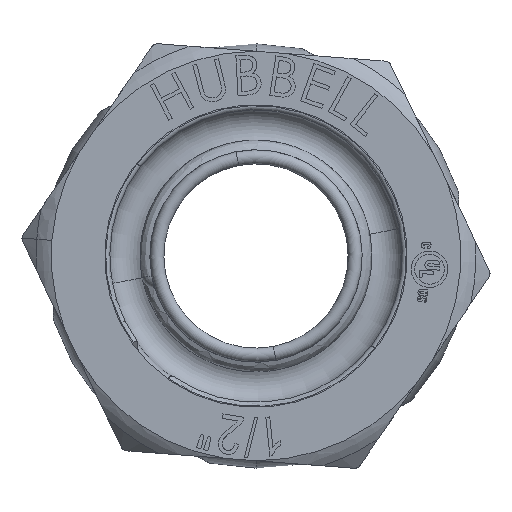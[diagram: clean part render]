
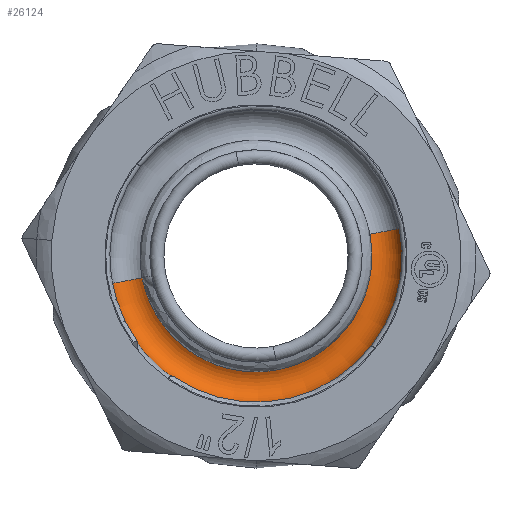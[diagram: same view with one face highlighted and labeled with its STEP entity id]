
A CAD part, left-side view. The second image highlights one B-rep face of the part: STEP entity #26124.
In plain terms, the highlighted toroidal (fillet/blend) face has major radius 9.25 mm and minor radius 1.503 mm.
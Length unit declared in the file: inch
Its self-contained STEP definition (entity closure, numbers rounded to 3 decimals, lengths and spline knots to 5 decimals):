
#975 = CARTESIAN_POINT ( 'NONE',  ( -1.02931, -0.13767, 1.04469 ) ) ;
#1776 = VERTEX_POINT ( 'NONE', #32172 ) ;
#2030 = CIRCLE ( 'NONE', #7099, 0.05916 ) ;
#4739 = EDGE_CURVE ( 'NONE', #17625, #1776, #13596, .T. ) ;
#5302 = CARTESIAN_POINT ( 'NONE',  ( -1.02931, -0.49534, 1.1131 ) ) ;
#5502 = ORIENTED_EDGE ( 'NONE', *, *, #17065, .F. ) ;
#7099 = AXIS2_PLACEMENT_3D ( 'NONE', #11867, #28317, #39008 ) ;
#8984 = EDGE_CURVE ( 'NONE', #17625, #14521, #38842, .T. ) ;
#10485 = CARTESIAN_POINT ( 'NONE',  ( -1.02931, -0.13767, 1.04469 ) ) ;
#10930 = AXIS2_PLACEMENT_3D ( 'NONE', #975, #41213, #30974 ) ;
#11867 = CARTESIAN_POINT ( 'NONE',  ( -1.02931, 0.22001, 0.97629 ) ) ;
#12342 = CARTESIAN_POINT ( 'NONE',  ( -1.02931, -0.55344, 1.12421 ) ) ;
#13596 = CIRCLE ( 'NONE', #36031, 0.05916 ) ;
#14521 = VERTEX_POINT ( 'NONE', #22231 ) ;
#15150 = DIRECTION ( 'NONE',  ( 0., -0.982, 0.188 ) ) ;
#17014 = DIRECTION ( 'NONE',  ( 1., 0., 0. ) ) ;
#17065 = EDGE_CURVE ( 'NONE', #14521, #41359, #2030, .T. ) ;
#17278 = EDGE_LOOP ( 'NONE', ( #20099, #25130, #25520, #5502 ) ) ;
#17625 = VERTEX_POINT ( 'NONE', #12342 ) ;
#19676 = DIRECTION ( 'NONE',  ( 0., 0.982, -0.188 ) ) ;
#19718 = AXIS2_PLACEMENT_3D ( 'NONE', #40324, #40031, #19676 ) ;
#20099 = ORIENTED_EDGE ( 'NONE', *, *, #8984, .F. ) ;
#20284 = EDGE_CURVE ( 'NONE', #41359, #1776, #41007, .T. ) ;
#20299 = TOROIDAL_SURFACE ( 'NONE', #10930, 0.36416, 0.05916 ) ;
#22231 = CARTESIAN_POINT ( 'NONE',  ( -1.02931, 0.27811, 0.96517 ) ) ;
#25130 = ORIENTED_EDGE ( 'NONE', *, *, #4739, .T. ) ;
#25520 = ORIENTED_EDGE ( 'NONE', *, *, #20284, .F. ) ;
#26115 = FACE_OUTER_BOUND ( 'NONE', #17278, .T. ) ;
#26124 = ADVANCED_FACE ( 'NONE', ( #26115 ), #20299, .F. ) ;
#28317 = DIRECTION ( 'NONE',  ( 0., -0.188, -0.982 ) ) ;
#30974 = DIRECTION ( 'NONE',  ( 0., 0.982, -0.188 ) ) ;
#32172 = CARTESIAN_POINT ( 'NONE',  ( -1.02931, -0.43724, 1.10199 ) ) ;
#32274 = CARTESIAN_POINT ( 'NONE',  ( -1.02931, 0.1619, 0.9874 ) ) ;
#36031 = AXIS2_PLACEMENT_3D ( 'NONE', #5302, #39316, #15150 ) ;
#36261 = AXIS2_PLACEMENT_3D ( 'NONE', #10485, #17014, #40752 ) ;
#38842 = CIRCLE ( 'NONE', #36261, 0.42331 ) ;
#39008 = DIRECTION ( 'NONE',  ( 0., 0.982, -0.188 ) ) ;
#39316 = DIRECTION ( 'NONE',  ( 0., 0.188, 0.982 ) ) ;
#40031 = DIRECTION ( 'NONE',  ( -1., 0., 0. ) ) ;
#40324 = CARTESIAN_POINT ( 'NONE',  ( -1.02931, -0.13767, 1.04469 ) ) ;
#40752 = DIRECTION ( 'NONE',  ( 0., -0.982, 0.188 ) ) ;
#41007 = CIRCLE ( 'NONE', #19718, 0.305 ) ;
#41213 = DIRECTION ( 'NONE',  ( 1., 0., 0. ) ) ;
#41359 = VERTEX_POINT ( 'NONE', #32274 ) ;
